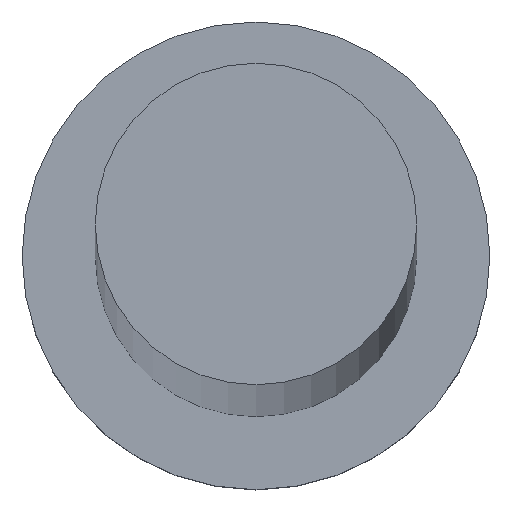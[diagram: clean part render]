
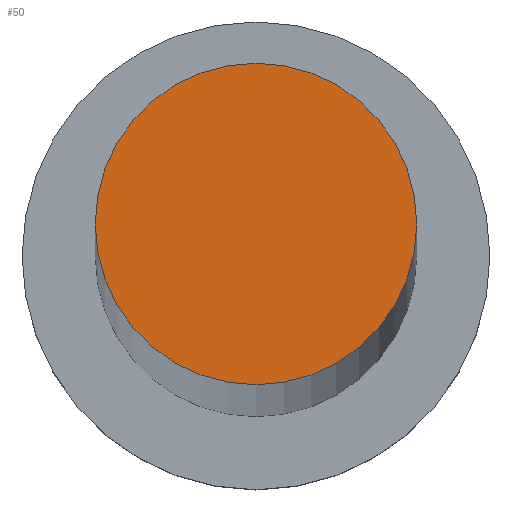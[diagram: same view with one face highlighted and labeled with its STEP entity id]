
A CAD part, top view. The second image highlights one B-rep face of the part: STEP entity #50.
In plain terms, the highlighted planar face has unit normal (0, 0, 1).
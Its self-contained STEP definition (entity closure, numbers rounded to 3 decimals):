
#8 = ORIENTED_EDGE ( 'NONE', *, *, #87, .T. ) ;
#27 = DIRECTION ( 'NONE',  ( 0., 0., 1. ) ) ;
#37 = DIRECTION ( 'NONE',  ( 0., 0., 1. ) ) ;
#50 = ADVANCED_FACE ( 'NONE', ( #228 ), #51, .T. ) ;
#51 = PLANE ( 'NONE',  #88 ) ;
#75 = CARTESIAN_POINT ( 'NONE',  ( 0., 0., 630. ) ) ;
#87 = EDGE_CURVE ( 'NONE', #196, #151, #154, .T. ) ;
#88 = AXIS2_PLACEMENT_3D ( 'NONE', #134, #37, #111 ) ;
#98 = CIRCLE ( 'NONE', #213, 5.5 ) ;
#106 = ORIENTED_EDGE ( 'NONE', *, *, #125, .T. ) ;
#111 = DIRECTION ( 'NONE',  ( 1., 0., 0. ) ) ;
#118 = DIRECTION ( 'NONE',  ( 1., 0., 0. ) ) ;
#125 = EDGE_CURVE ( 'NONE', #151, #196, #98, .T. ) ;
#126 = EDGE_LOOP ( 'NONE', ( #106, #8 ) ) ;
#134 = CARTESIAN_POINT ( 'NONE',  ( 0., 0., 630. ) ) ;
#151 = VERTEX_POINT ( 'NONE', #165 ) ;
#154 = CIRCLE ( 'NONE', #184, 5.5 ) ;
#161 = CARTESIAN_POINT ( 'NONE',  ( 0., 0., 630. ) ) ;
#165 = CARTESIAN_POINT ( 'NONE',  ( -5.5, 0., 630. ) ) ;
#184 = AXIS2_PLACEMENT_3D ( 'NONE', #75, #199, #118 ) ;
#196 = VERTEX_POINT ( 'NONE', #238 ) ;
#199 = DIRECTION ( 'NONE',  ( 0., 0., 1. ) ) ;
#213 = AXIS2_PLACEMENT_3D ( 'NONE', #161, #27, #218 ) ;
#218 = DIRECTION ( 'NONE',  ( 1., 0., 0. ) ) ;
#228 = FACE_OUTER_BOUND ( 'NONE', #126, .T. ) ;
#238 = CARTESIAN_POINT ( 'NONE',  ( 5.5, 0., 630. ) ) ;
